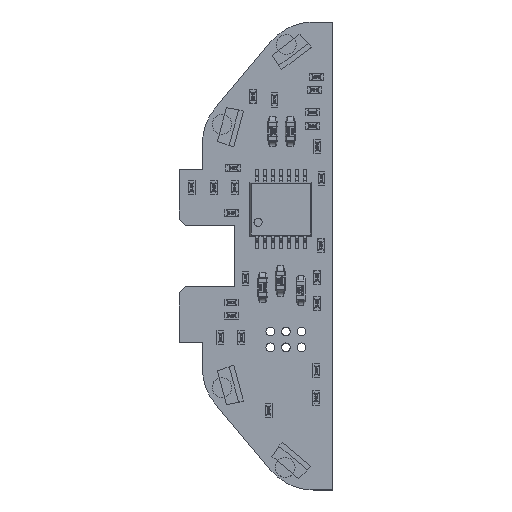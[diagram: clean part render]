
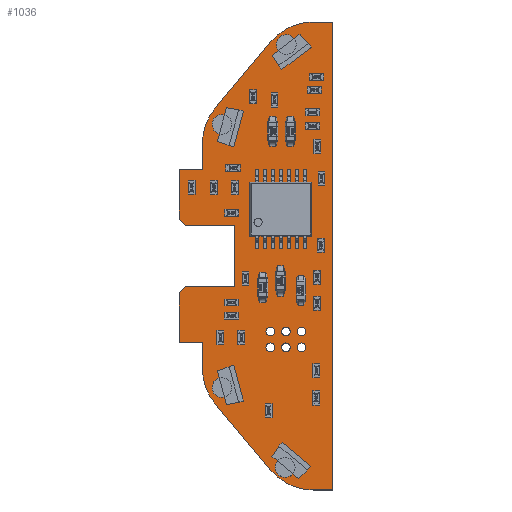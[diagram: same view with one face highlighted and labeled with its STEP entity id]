
A CAD part, top view. The second image highlights one B-rep face of the part: STEP entity #1036.
In plain terms, the highlighted planar face has unit normal (0, 0, 1).
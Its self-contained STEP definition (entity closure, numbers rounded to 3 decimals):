
#171 = VERTEX_POINT('',#172);
#172 = CARTESIAN_POINT('',(0.,12.,0.));
#178 = EDGE_CURVE('',#171,#179,#181,.T.);
#179 = VERTEX_POINT('',#180);
#180 = CARTESIAN_POINT('',(0.,16.,0.));
#181 = LINE('',#182,#183);
#182 = CARTESIAN_POINT('',(0.,12.,0.));
#183 = VECTOR('',#184,1.);
#184 = DIRECTION('',(0.,1.,0.));
#209 = EDGE_CURVE('',#179,#210,#212,.T.);
#210 = VERTEX_POINT('',#211);
#211 = CARTESIAN_POINT('',(0.5,16.5,0.));
#212 = LINE('',#213,#214);
#213 = CARTESIAN_POINT('',(0.,16.,0.));
#214 = VECTOR('',#215,1.);
#215 = DIRECTION('',(0.707,0.707,0.));
#240 = EDGE_CURVE('',#210,#241,#243,.T.);
#241 = VERTEX_POINT('',#242);
#242 = CARTESIAN_POINT('',(4.48,16.5,0.));
#243 = LINE('',#244,#245);
#244 = CARTESIAN_POINT('',(0.5,16.5,0.));
#245 = VECTOR('',#246,1.);
#246 = DIRECTION('',(1.,0.,0.));
#271 = EDGE_CURVE('',#241,#272,#274,.T.);
#272 = VERTEX_POINT('',#273);
#273 = CARTESIAN_POINT('',(4.48,21.5,0.));
#274 = LINE('',#275,#276);
#275 = CARTESIAN_POINT('',(4.48,16.5,0.));
#276 = VECTOR('',#277,1.);
#277 = DIRECTION('',(0.,1.,0.));
#302 = EDGE_CURVE('',#272,#303,#305,.T.);
#303 = VERTEX_POINT('',#304);
#304 = CARTESIAN_POINT('',(0.5,21.5,0.));
#305 = LINE('',#306,#307);
#306 = CARTESIAN_POINT('',(4.48,21.5,0.));
#307 = VECTOR('',#308,1.);
#308 = DIRECTION('',(-1.,0.,0.));
#333 = EDGE_CURVE('',#303,#334,#336,.T.);
#334 = VERTEX_POINT('',#335);
#335 = CARTESIAN_POINT('',(0.,22.,0.));
#336 = LINE('',#337,#338);
#337 = CARTESIAN_POINT('',(0.5,21.5,0.));
#338 = VECTOR('',#339,1.);
#339 = DIRECTION('',(-0.707,0.707,0.));
#364 = EDGE_CURVE('',#334,#365,#367,.T.);
#365 = VERTEX_POINT('',#366);
#366 = CARTESIAN_POINT('',(0.,26.,0.));
#367 = LINE('',#368,#369);
#368 = CARTESIAN_POINT('',(0.,22.,0.));
#369 = VECTOR('',#370,1.);
#370 = DIRECTION('',(0.,1.,0.));
#395 = EDGE_CURVE('',#365,#396,#398,.T.);
#396 = VERTEX_POINT('',#397);
#397 = CARTESIAN_POINT('',(1.9,26.,0.));
#398 = LINE('',#399,#400);
#399 = CARTESIAN_POINT('',(0.,26.,0.));
#400 = VECTOR('',#401,1.);
#401 = DIRECTION('',(1.,0.,0.));
#426 = EDGE_CURVE('',#396,#427,#429,.T.);
#427 = VERTEX_POINT('',#428);
#428 = CARTESIAN_POINT('',(1.9,28.137,0.));
#429 = LINE('',#430,#431);
#430 = CARTESIAN_POINT('',(1.9,26.,0.));
#431 = VECTOR('',#432,1.);
#432 = DIRECTION('',(0.,1.,0.));
#457 = EDGE_CURVE('',#427,#458,#460,.T.);
#458 = VERTEX_POINT('',#459);
#459 = CARTESIAN_POINT('',(2.953,31.03,0.));
#460 = CIRCLE('',#461,4.496);
#461 = AXIS2_PLACEMENT_3D('',#462,#463,#464);
#462 = CARTESIAN_POINT('',(6.396,28.139,0.));
#463 = DIRECTION('',(0.,0.,-1.));
#464 = DIRECTION('',(-1.,0.,0.));
#490 = EDGE_CURVE('',#458,#491,#493,.T.);
#491 = VERTEX_POINT('',#492);
#492 = CARTESIAN_POINT('',(7.453,36.392,0.));
#493 = LINE('',#494,#495);
#494 = CARTESIAN_POINT('',(2.953,31.03,0.));
#495 = VECTOR('',#496,1.);
#496 = DIRECTION('',(0.643,0.766,0.));
#521 = EDGE_CURVE('',#491,#522,#524,.T.);
#522 = VERTEX_POINT('',#523);
#523 = CARTESIAN_POINT('',(10.9,38.,0.));
#524 = CIRCLE('',#525,4.5);
#525 = AXIS2_PLACEMENT_3D('',#526,#527,#528);
#526 = CARTESIAN_POINT('',(10.901,33.5,0.));
#527 = DIRECTION('',(0.,0.,-1.));
#528 = DIRECTION('',(-0.766,0.643,0.));
#554 = EDGE_CURVE('',#522,#555,#557,.T.);
#555 = VERTEX_POINT('',#556);
#556 = CARTESIAN_POINT('',(12.5,38.,0.));
#557 = LINE('',#558,#559);
#558 = CARTESIAN_POINT('',(10.9,38.,0.));
#559 = VECTOR('',#560,1.);
#560 = DIRECTION('',(1.,0.,0.));
#585 = EDGE_CURVE('',#555,#586,#588,.T.);
#586 = VERTEX_POINT('',#587);
#587 = CARTESIAN_POINT('',(12.5,0.,0.));
#588 = LINE('',#589,#590);
#589 = CARTESIAN_POINT('',(12.5,38.,0.));
#590 = VECTOR('',#591,1.);
#591 = DIRECTION('',(0.,-1.,0.));
#616 = EDGE_CURVE('',#586,#617,#619,.T.);
#617 = VERTEX_POINT('',#618);
#618 = CARTESIAN_POINT('',(10.9,0.,0.));
#619 = LINE('',#620,#621);
#620 = CARTESIAN_POINT('',(12.5,0.,0.));
#621 = VECTOR('',#622,1.);
#622 = DIRECTION('',(-1.,0.,0.));
#647 = EDGE_CURVE('',#617,#648,#650,.T.);
#648 = VERTEX_POINT('',#649);
#649 = CARTESIAN_POINT('',(7.453,1.607,0.));
#650 = CIRCLE('',#651,4.503);
#651 = AXIS2_PLACEMENT_3D('',#652,#653,#654);
#652 = CARTESIAN_POINT('',(10.901,4.503,0.));
#653 = DIRECTION('',(0.,0.,-1.));
#654 = DIRECTION('',(0.,-1.,0.));
#680 = EDGE_CURVE('',#648,#681,#683,.T.);
#681 = VERTEX_POINT('',#682);
#682 = CARTESIAN_POINT('',(2.953,6.97,0.));
#683 = LINE('',#684,#685);
#684 = CARTESIAN_POINT('',(7.453,1.607,0.));
#685 = VECTOR('',#686,1.);
#686 = DIRECTION('',(-0.643,0.766,0.));
#711 = EDGE_CURVE('',#681,#712,#714,.T.);
#712 = VERTEX_POINT('',#713);
#713 = CARTESIAN_POINT('',(1.9,9.863,0.));
#714 = CIRCLE('',#715,4.496);
#715 = AXIS2_PLACEMENT_3D('',#716,#717,#718);
#716 = CARTESIAN_POINT('',(6.396,9.861,0.));
#717 = DIRECTION('',(0.,0.,-1.));
#718 = DIRECTION('',(-0.766,-0.643,0.));
#744 = EDGE_CURVE('',#712,#745,#747,.T.);
#745 = VERTEX_POINT('',#746);
#746 = CARTESIAN_POINT('',(1.9,12.,0.));
#747 = LINE('',#748,#749);
#748 = CARTESIAN_POINT('',(1.9,9.863,0.));
#749 = VECTOR('',#750,1.);
#750 = DIRECTION('',(0.,1.,0.));
#775 = EDGE_CURVE('',#745,#171,#776,.T.);
#776 = LINE('',#777,#778);
#777 = CARTESIAN_POINT('',(1.9,12.,0.));
#778 = VECTOR('',#779,1.);
#779 = DIRECTION('',(-1.,0.,0.));
#799 = VERTEX_POINT('',#800);
#800 = CARTESIAN_POINT('',(7.76,11.587,0.));
#806 = EDGE_CURVE('',#799,#799,#807,.T.);
#807 = CIRCLE('',#808,0.35);
#808 = AXIS2_PLACEMENT_3D('',#809,#810,#811);
#809 = CARTESIAN_POINT('',(7.41,11.587,0.));
#810 = DIRECTION('',(0.,0.,1.));
#811 = DIRECTION('',(1.,0.,0.));
#832 = VERTEX_POINT('',#833);
#833 = CARTESIAN_POINT('',(7.76,12.857,0.));
#839 = EDGE_CURVE('',#832,#832,#840,.T.);
#840 = CIRCLE('',#841,0.35);
#841 = AXIS2_PLACEMENT_3D('',#842,#843,#844);
#842 = CARTESIAN_POINT('',(7.41,12.857,0.));
#843 = DIRECTION('',(0.,0.,1.));
#844 = DIRECTION('',(1.,0.,0.));
#865 = VERTEX_POINT('',#866);
#866 = CARTESIAN_POINT('',(9.03,12.857,0.));
#872 = EDGE_CURVE('',#865,#865,#873,.T.);
#873 = CIRCLE('',#874,0.35);
#874 = AXIS2_PLACEMENT_3D('',#875,#876,#877);
#875 = CARTESIAN_POINT('',(8.68,12.857,0.));
#876 = DIRECTION('',(0.,0.,1.));
#877 = DIRECTION('',(1.,0.,0.));
#898 = VERTEX_POINT('',#899);
#899 = CARTESIAN_POINT('',(9.03,11.587,0.));
#905 = EDGE_CURVE('',#898,#898,#906,.T.);
#906 = CIRCLE('',#907,0.35);
#907 = AXIS2_PLACEMENT_3D('',#908,#909,#910);
#908 = CARTESIAN_POINT('',(8.68,11.587,0.));
#909 = DIRECTION('',(0.,0.,1.));
#910 = DIRECTION('',(1.,0.,0.));
#931 = VERTEX_POINT('',#932);
#932 = CARTESIAN_POINT('',(10.3,12.857,0.));
#938 = EDGE_CURVE('',#931,#931,#939,.T.);
#939 = CIRCLE('',#940,0.35);
#940 = AXIS2_PLACEMENT_3D('',#941,#942,#943);
#941 = CARTESIAN_POINT('',(9.95,12.857,0.));
#942 = DIRECTION('',(0.,0.,1.));
#943 = DIRECTION('',(1.,0.,0.));
#964 = VERTEX_POINT('',#965);
#965 = CARTESIAN_POINT('',(10.3,11.587,0.));
#971 = EDGE_CURVE('',#964,#964,#972,.T.);
#972 = CIRCLE('',#973,0.35);
#973 = AXIS2_PLACEMENT_3D('',#974,#975,#976);
#974 = CARTESIAN_POINT('',(9.95,11.587,0.));
#975 = DIRECTION('',(0.,0.,1.));
#976 = DIRECTION('',(1.,0.,0.));
#1036 = ADVANCED_FACE('',(#1037,#1059,#1062,#1065,#1068,#1071,#1074),
  #1077,.T.);
#1037 = FACE_BOUND('',#1038,.F.);
#1038 = EDGE_LOOP('',(#1039,#1040,#1041,#1042,#1043,#1044,#1045,#1046,
    #1047,#1048,#1049,#1050,#1051,#1052,#1053,#1054,#1055,#1056,#1057,
    #1058));
#1039 = ORIENTED_EDGE('',*,*,#178,.T.);
#1040 = ORIENTED_EDGE('',*,*,#209,.T.);
#1041 = ORIENTED_EDGE('',*,*,#240,.T.);
#1042 = ORIENTED_EDGE('',*,*,#271,.T.);
#1043 = ORIENTED_EDGE('',*,*,#302,.T.);
#1044 = ORIENTED_EDGE('',*,*,#333,.T.);
#1045 = ORIENTED_EDGE('',*,*,#364,.T.);
#1046 = ORIENTED_EDGE('',*,*,#395,.T.);
#1047 = ORIENTED_EDGE('',*,*,#426,.T.);
#1048 = ORIENTED_EDGE('',*,*,#457,.T.);
#1049 = ORIENTED_EDGE('',*,*,#490,.T.);
#1050 = ORIENTED_EDGE('',*,*,#521,.T.);
#1051 = ORIENTED_EDGE('',*,*,#554,.T.);
#1052 = ORIENTED_EDGE('',*,*,#585,.T.);
#1053 = ORIENTED_EDGE('',*,*,#616,.T.);
#1054 = ORIENTED_EDGE('',*,*,#647,.T.);
#1055 = ORIENTED_EDGE('',*,*,#680,.T.);
#1056 = ORIENTED_EDGE('',*,*,#711,.T.);
#1057 = ORIENTED_EDGE('',*,*,#744,.T.);
#1058 = ORIENTED_EDGE('',*,*,#775,.T.);
#1059 = FACE_BOUND('',#1060,.T.);
#1060 = EDGE_LOOP('',(#1061));
#1061 = ORIENTED_EDGE('',*,*,#806,.F.);
#1062 = FACE_BOUND('',#1063,.T.);
#1063 = EDGE_LOOP('',(#1064));
#1064 = ORIENTED_EDGE('',*,*,#839,.F.);
#1065 = FACE_BOUND('',#1066,.T.);
#1066 = EDGE_LOOP('',(#1067));
#1067 = ORIENTED_EDGE('',*,*,#872,.F.);
#1068 = FACE_BOUND('',#1069,.T.);
#1069 = EDGE_LOOP('',(#1070));
#1070 = ORIENTED_EDGE('',*,*,#905,.F.);
#1071 = FACE_BOUND('',#1072,.T.);
#1072 = EDGE_LOOP('',(#1073));
#1073 = ORIENTED_EDGE('',*,*,#938,.F.);
#1074 = FACE_BOUND('',#1075,.T.);
#1075 = EDGE_LOOP('',(#1076));
#1076 = ORIENTED_EDGE('',*,*,#971,.F.);
#1077 = PLANE('',#1078);
#1078 = AXIS2_PLACEMENT_3D('',#1079,#1080,#1081);
#1079 = CARTESIAN_POINT('',(0.,12.,0.));
#1080 = DIRECTION('',(0.,0.,1.));
#1081 = DIRECTION('',(1.,0.,0.));
